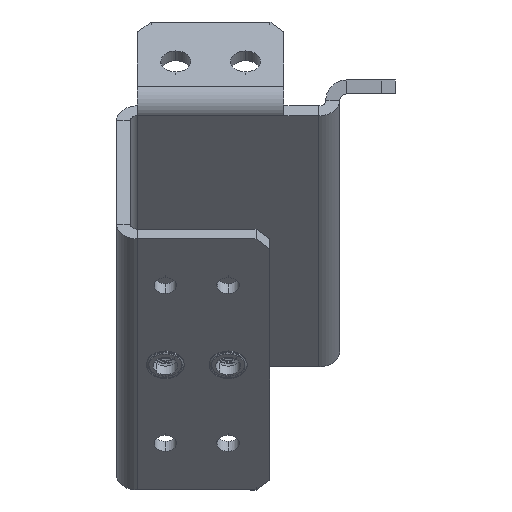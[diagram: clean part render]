
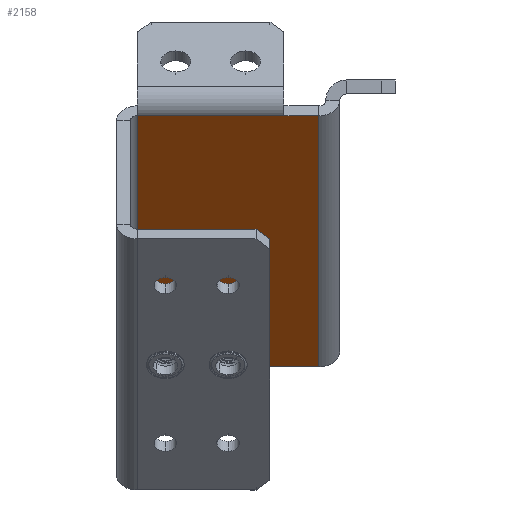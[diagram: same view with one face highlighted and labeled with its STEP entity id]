
A CAD part, left-side view. The second image highlights one B-rep face of the part: STEP entity #2158.
In plain terms, the highlighted planar face has unit normal (-0.707, 0, -0.707).
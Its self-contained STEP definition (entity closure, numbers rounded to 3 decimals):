
#632 = LINE ( 'NONE', #7661, #4677 ) ;
#682 = CARTESIAN_POINT ( 'NONE',  ( -3.368, 9.525, -3.368 ) ) ;
#756 = AXIS2_PLACEMENT_3D ( 'NONE', #8396, #4989, #7836 ) ;
#793 = VERTEX_POINT ( 'NONE', #9039 ) ;
#995 = VERTEX_POINT ( 'NONE', #3014 ) ;
#1102 = CARTESIAN_POINT ( 'NONE',  ( -3.368, 0., -3.368 ) ) ;
#1414 = VECTOR ( 'NONE', #8464, 1000. ) ;
#1558 = ORIENTED_EDGE ( 'NONE', *, *, #5287, .T. ) ;
#1591 = ORIENTED_EDGE ( 'NONE', *, *, #3633, .F. ) ;
#1768 = VECTOR ( 'NONE', #8307, 1000. ) ;
#1959 = VERTEX_POINT ( 'NONE', #2986 ) ;
#2158 = ADVANCED_FACE ( 'NONE', ( #2834 ), #5648, .F. ) ;
#2191 = LINE ( 'NONE', #682, #6822 ) ;
#2834 = FACE_OUTER_BOUND ( 'NONE', #6692, .T. ) ;
#2986 = CARTESIAN_POINT ( 'NONE',  ( -3.368, 9.525, -3.368 ) ) ;
#3014 = CARTESIAN_POINT ( 'NONE',  ( -3.368, 42.862, -3.368 ) ) ;
#3285 = EDGE_CURVE ( 'NONE', #4461, #5315, #632, .T. ) ;
#3408 = DIRECTION ( 'NONE',  ( 0., -1., 0. ) ) ;
#3507 = DIRECTION ( 'NONE',  ( 0., 1., 0. ) ) ;
#3633 = EDGE_CURVE ( 'NONE', #793, #5315, #4746, .T. ) ;
#4000 = CARTESIAN_POINT ( 'NONE',  ( 53.782, 1.587, -60.518 ) ) ;
#4173 = ORIENTED_EDGE ( 'NONE', *, *, #7116, .T. ) ;
#4461 = VERTEX_POINT ( 'NONE', #6876 ) ;
#4677 = VECTOR ( 'NONE', #3408, 1000. ) ;
#4700 = DIRECTION ( 'NONE',  ( 0.707, 0., -0.707 ) ) ;
#4746 = LINE ( 'NONE', #4000, #6751 ) ;
#4989 = DIRECTION ( 'NONE',  ( 0.707, 0., 0.707 ) ) ;
#5138 = ORIENTED_EDGE ( 'NONE', *, *, #7736, .T. ) ;
#5285 = LINE ( 'NONE', #1102, #1768 ) ;
#5287 = EDGE_CURVE ( 'NONE', #793, #1959, #5285, .T. ) ;
#5315 = VERTEX_POINT ( 'NONE', #9047 ) ;
#5648 = PLANE ( 'NONE',  #756 ) ;
#6425 = LINE ( 'NONE', #9207, #1414 ) ;
#6692 = EDGE_LOOP ( 'NONE', ( #1591, #1558, #5138, #4173, #8388 ) ) ;
#6751 = VECTOR ( 'NONE', #4700, 1000. ) ;
#6822 = VECTOR ( 'NONE', #3507, 1000. ) ;
#6876 = CARTESIAN_POINT ( 'NONE',  ( 53.782, 42.862, -60.518 ) ) ;
#7116 = EDGE_CURVE ( 'NONE', #995, #4461, #6425, .T. ) ;
#7661 = CARTESIAN_POINT ( 'NONE',  ( 53.782, 0., -60.518 ) ) ;
#7736 = EDGE_CURVE ( 'NONE', #1959, #995, #2191, .T. ) ;
#7836 = DIRECTION ( 'NONE',  ( 0.707, 0., -0.707 ) ) ;
#8307 = DIRECTION ( 'NONE',  ( 0., 1., 0. ) ) ;
#8388 = ORIENTED_EDGE ( 'NONE', *, *, #3285, .T. ) ;
#8396 = CARTESIAN_POINT ( 'NONE',  ( -3.368, 0., -3.368 ) ) ;
#8464 = DIRECTION ( 'NONE',  ( 0.707, 0., -0.707 ) ) ;
#9039 = CARTESIAN_POINT ( 'NONE',  ( -3.368, 1.588, -3.368 ) ) ;
#9047 = CARTESIAN_POINT ( 'NONE',  ( 53.782, 1.587, -60.518 ) ) ;
#9207 = CARTESIAN_POINT ( 'NONE',  ( -3.368, 42.862, -3.368 ) ) ;
